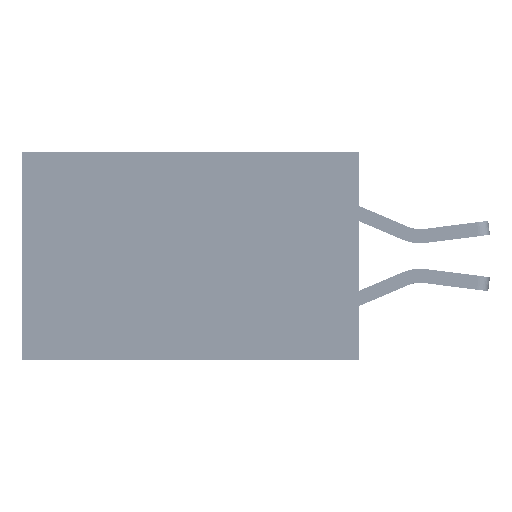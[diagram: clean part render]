
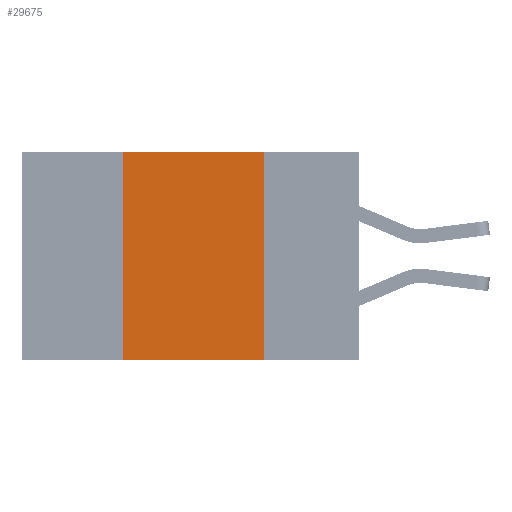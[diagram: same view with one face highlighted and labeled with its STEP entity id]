
A CAD part, left-side view. The second image highlights one B-rep face of the part: STEP entity #29675.
In plain terms, the highlighted planar face has unit normal (-1, 0, 0).
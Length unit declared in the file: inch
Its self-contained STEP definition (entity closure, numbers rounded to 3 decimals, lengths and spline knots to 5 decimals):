
#1932 = ORIENTED_EDGE ( 'NONE', *, *, #4719, .F. ) ;
#2160 = CARTESIAN_POINT ( 'NONE',  ( 0., 0.6, 0. ) ) ;
#2412 = LINE ( 'NONE', #15422, #16153 ) ;
#2518 = VECTOR ( 'NONE', #11130, 39.37008 ) ;
#4563 = DIRECTION ( 'NONE',  ( 0., -1., 0. ) ) ;
#4719 = EDGE_CURVE ( 'NONE', #18879, #22627, #2412, .T. ) ;
#4845 = PLANE ( 'NONE',  #31298 ) ;
#5218 = DIRECTION ( 'NONE',  ( 1., 0., 0. ) ) ;
#5886 = CARTESIAN_POINT ( 'NONE',  ( 0., 0.17, 0. ) ) ;
#8596 = VECTOR ( 'NONE', #4563, 39.37008 ) ;
#9343 = VECTOR ( 'NONE', #12612, 39.37008 ) ;
#9591 = CARTESIAN_POINT ( 'NONE',  ( 0., 0.17, -0.37 ) ) ;
#10323 = CARTESIAN_POINT ( 'NONE',  ( 0., 0.6, -0.37 ) ) ;
#11130 = DIRECTION ( 'NONE',  ( 0., 0., 1. ) ) ;
#11553 = CARTESIAN_POINT ( 'NONE',  ( 0., 0.42, -0.37 ) ) ;
#11743 = EDGE_CURVE ( 'NONE', #18119, #21276, #21931, .T. ) ;
#12612 = DIRECTION ( 'NONE',  ( 0., 0., -1. ) ) ;
#15079 = ORIENTED_EDGE ( 'NONE', *, *, #27878, .F. ) ;
#15422 = CARTESIAN_POINT ( 'NONE',  ( 0., 0.6, 0. ) ) ;
#16153 = VECTOR ( 'NONE', #33321, 39.37008 ) ;
#16157 = FACE_OUTER_BOUND ( 'NONE', #33569, .T. ) ;
#18119 = VERTEX_POINT ( 'NONE', #11553 ) ;
#18444 = CARTESIAN_POINT ( 'NONE',  ( 0., 0.17, 0. ) ) ;
#18879 = VERTEX_POINT ( 'NONE', #32856 ) ;
#19031 = LINE ( 'NONE', #25938, #2518 ) ;
#21276 = VERTEX_POINT ( 'NONE', #9591 ) ;
#21931 = LINE ( 'NONE', #10323, #8596 ) ;
#22627 = VERTEX_POINT ( 'NONE', #5886 ) ;
#22688 = DIRECTION ( 'NONE',  ( 0., 0., -1. ) ) ;
#23597 = ORIENTED_EDGE ( 'NONE', *, *, #11743, .T. ) ;
#25938 = CARTESIAN_POINT ( 'NONE',  ( 0., 0.42, 0. ) ) ;
#27878 = EDGE_CURVE ( 'NONE', #18119, #18879, #19031, .T. ) ;
#28368 = EDGE_CURVE ( 'NONE', #22627, #21276, #37399, .T. ) ;
#28670 = ORIENTED_EDGE ( 'NONE', *, *, #28368, .F. ) ;
#29675 = ADVANCED_FACE ( 'NONE', ( #16157 ), #4845, .F. ) ;
#31298 = AXIS2_PLACEMENT_3D ( 'NONE', #2160, #5218, #22688 ) ;
#32856 = CARTESIAN_POINT ( 'NONE',  ( 0., 0.42, 0. ) ) ;
#33321 = DIRECTION ( 'NONE',  ( 0., -1., 0. ) ) ;
#33569 = EDGE_LOOP ( 'NONE', ( #28670, #1932, #15079, #23597 ) ) ;
#37399 = LINE ( 'NONE', #18444, #9343 ) ;
